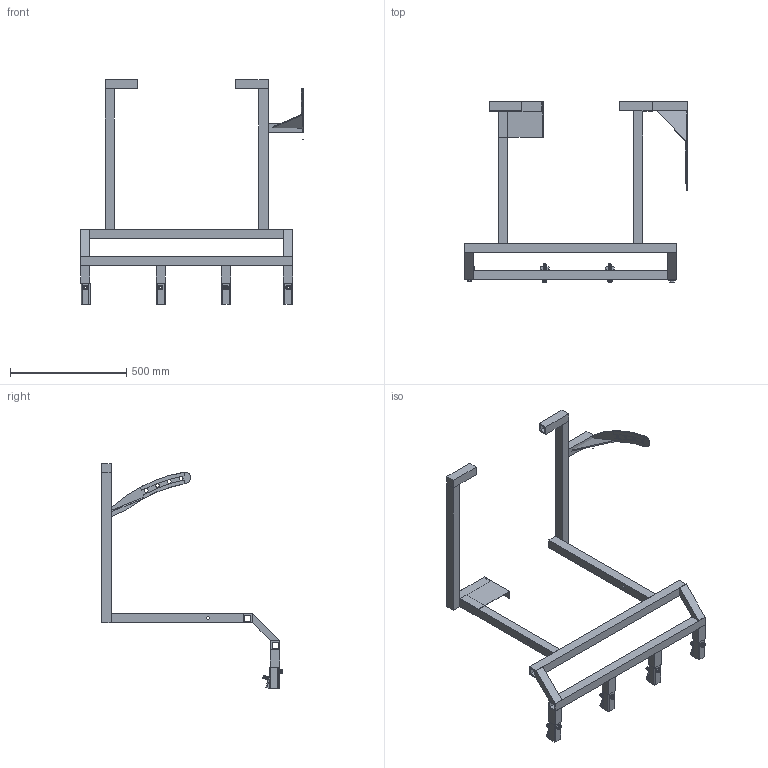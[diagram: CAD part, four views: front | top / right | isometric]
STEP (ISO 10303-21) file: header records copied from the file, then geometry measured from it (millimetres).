
FILE_DESCRIPTION(/* description */ (''),/* implementation_level */ '2;1');
FILE_NAME(/* name */ 'Lifting Mechanism v37.step',/* time_stamp */ '2025-04-28T11:53:46-04:00',/* author */ (''),/* organization */ (''),/* preprocessor_version */ 'ST-DEVELOPER v20.1',/* originating_system */ 'Autodesk Translation Framework v14.4.0.0',/* authorisation */ '');
FILE_SCHEMA (('AUTOMOTIVE_DESIGN { 1 0 10303 214 3 1 1 }'));
Length unit declared in the file: millimetre
Products named in the file (23): Lifting Mechanism; Locking Mechanism Arc Bar; 75mm x 40mm; PlowAttachmentPoint; Foot Protector Final Design; Locking mechanism update; Plow Attachment Assembly; Plow Attachment Slope; Plow Attachment Tube 92 mm x 38.5 mm; Plow Attachment Assembly_1; Plow Attachment Slope_1; Plow Attachment Tube 92 mm x 38.5 mm_1; Plow Attachment Assembly_2; Plow Attachment Slope_2; Plow Attachment Tube 92 mm x 38.5 mm_2; Plow Attachment Assembly_3; Plow Attachment Slope_3; Plow Attachment Slope_4; Plow Attachment Tube 92 mm x 38.5 mm_3; Plow Attachment Tube; 93975A119_Square Weld Nuts; 98750A467_Grade B7 Medium-Strength Steel Threaded Rod; Plow Slope Threaded Rod
Assembly tree (36 placements, depth 4):
  Lifting Mechanism
    Locking Mechanism Arc Bar
    75mm x 40mm  x2
    PlowAttachmentPoint  x2
    Foot Protector Final Design
    Locking mechanism update
    Plow Attachment Assembly
      Plow Attachment Slope
        Plow Attachment Slope_4
      Plow Attachment Tube 92 mm x 38.5 mm
        Plow Attachment Tube
        93975A119_Square Weld Nuts
      98750A467_Grade B7 Medium-Strength Steel Threaded Rod
        Plow Slope Threaded Rod
    Plow Attachment Assembly_1
      Plow Attachment Slope_1
        Plow Attachment Slope_4
      Plow Attachment Tube 92 mm x 38.5 mm_1
        Plow Attachment Tube
        93975A119_Square Weld Nuts
      98750A467_Grade B7 Medium-Strength Steel Threaded Rod
        Plow Slope Threaded Rod
    Plow Attachment Assembly_2
      Plow Attachment Slope_2
        Plow Attachment Slope_4
      Plow Attachment Tube 92 mm x 38.5 mm_2
        Plow Attachment Tube
        93975A119_Square Weld Nuts
      98750A467_Grade B7 Medium-Strength Steel Threaded Rod
        Plow Slope Threaded Rod
    Plow Attachment Assembly_3
      Plow Attachment Slope_3
        Plow Attachment Slope_4
      Plow Attachment Tube 92 mm x 38.5 mm_3
        Plow Attachment Tube
        93975A119_Square Weld Nuts
      98750A467_Grade B7 Medium-Strength Steel Threaded Rod
        Plow Slope Threaded Rod
Bounding box: 960.35 x 777.57 x 969.74 mm (x, y, z)
Volume: 5682312.1 mm3; surface area: 1721996.5 mm2
Topology: 38 solids, 38 shells, 875 faces, 2237 edges, 1410 vertices
Faces by surface type: cylinder 351, plane 336, bspline 72, sphere 48, cone 40, torus 28
Full cylindrical faces by diameter (mm): 9.06 x8, 12.7 x4, 16.51 x4
Entity records: 20561 total; most frequent: CARTESIAN_POINT 9218, ORIENTED_EDGE 2268, DIRECTION 2186, EDGE_CURVE 1134, VERTEX_POINT 739, LINE 734, VECTOR 734, AXIS2_PLACEMENT_3D 726
